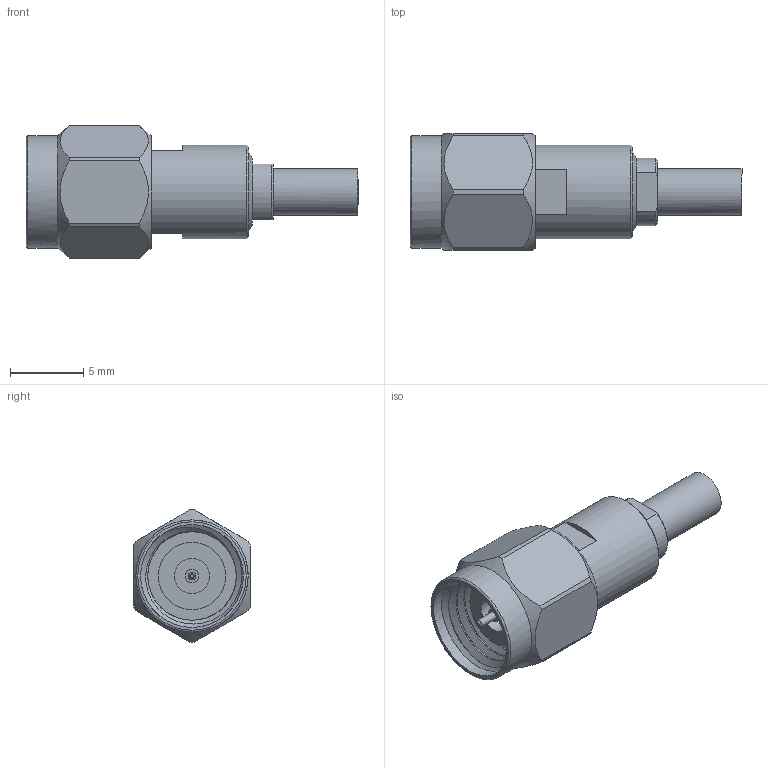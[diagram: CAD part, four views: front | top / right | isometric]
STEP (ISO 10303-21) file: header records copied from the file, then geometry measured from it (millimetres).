
FILE_DESCRIPTION (( 'STEP AP203' ), '1' );
FILE_NAME ('PE91121_3D.step', '2022-04-25T17:41:21', ( '' ), ( '' ), 'SwSTEP 2.0', 'SolidWorks 2021', '' );
FILE_SCHEMA (( 'CONFIG_CONTROL_DESIGN' ));
Length unit declared in the file: inch
Products named in the file (1): PE91121_3D
Bounding box: 22.6 x 7.94 x 8.99 mm (x, y, z)
Volume: 593.4 mm3; surface area: 799.1 mm2
Topology: 1 solids, 1 shells, 79 faces, 181 edges, 119 vertices
Faces by surface type: plane 32, cylinder 29, cone 13, bspline 3, torus 2
Full cylindrical faces by diameter (mm): 0.292 x1, 0.498 x1, 0.533 x1, 0.736 x1, 0.94 x1, 2.108 x1, 2.184 x1, 2.4 x1, 2.819 x1, 3.175 x1, 4.572 x1, 5.441 x1, 5.594 x1, 6.35 x1, 6.604 x1, 7 x4, 7.641 x1
Entity records: 3385 total; most frequent: CARTESIAN_POINT 1839, DIRECTION 308, ORIENTED_EDGE 254, AXIS2_PLACEMENT_3D 140, EDGE_CURVE 127, EDGE_LOOP 119, VERTEX_POINT 98, FACE_OUTER_BOUND 94
